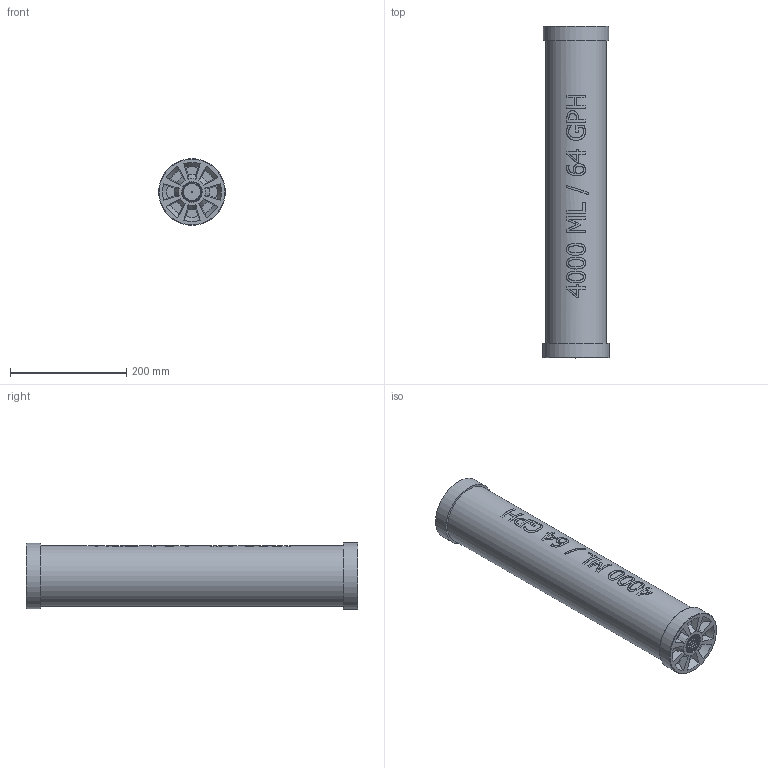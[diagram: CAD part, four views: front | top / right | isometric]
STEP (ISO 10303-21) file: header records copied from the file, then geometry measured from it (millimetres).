
FILE_DESCRIPTION((''),'2;1');
FILE_NAME('PV#3-4000_R0.stp','2016-03-18T13:57:54',('Engineering'),(''),'Autodesk Inventor 2009','Autodesk Inventor 2009','');
FILE_SCHEMA(('AUTOMOTIVE_DESIGN { 1 0 10303 214 1 1 1 1 }'));
Length unit declared in the file: inch
Products named in the file (4): PV#3-4000_R0; PV4000-ENCAP; PV-4000-TUBE_R0; PV4000-DSCAP
Assembly tree (3 placements, depth 2):
  PV#3-4000_R0
    PV4000-ENCAP
    PV-4000-TUBE_R0
    PV4000-DSCAP
Bounding box: 114.74 x 571.5 x 114.74 mm (x, y, z)
Volume: 693011.9 mm3; surface area: 438606.8 mm2
Topology: 3 solids, 3 shells, 369 faces, 953 edges, 619 vertices
Faces by surface type: bspline 150, plane 134, cylinder 43, cone 42
Full cylindrical faces by diameter (mm): 29.367 x8, 33.401 x1, 100.711 x1, 101.727 x1, 104.775 x1, 112.7 x1, 114.743 x1
Entity records: 50384 total; most frequent: CARTESIAN_POINT 42469, ORIENTED_EDGE 1864, DIRECTION 1142, EDGE_CURVE 932, VERTEX_POINT 612, VECTOR 480, LINE 480, EDGE_LOOP 418
